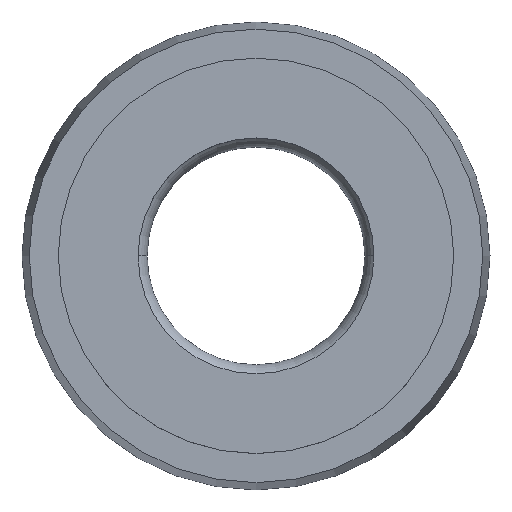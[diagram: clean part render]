
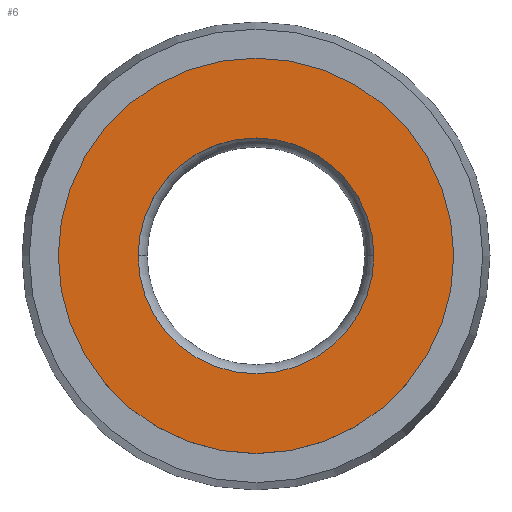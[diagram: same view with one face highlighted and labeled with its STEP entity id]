
A CAD part, top view. The second image highlights one B-rep face of the part: STEP entity #6.
In plain terms, the highlighted planar face has unit normal (0, 0, 1).
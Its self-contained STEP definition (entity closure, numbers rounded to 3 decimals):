
#6 = ADVANCED_FACE ( 'NONE', ( #586, #394 ), #541, .F. ) ;
#41 = VERTEX_POINT ( 'NONE', #442 ) ;
#52 = DIRECTION ( 'NONE',  ( -1., 0., 0. ) ) ;
#63 = EDGE_CURVE ( 'NONE', #492, #158, #305, .T. ) ;
#104 = DIRECTION ( 'NONE',  ( 1., 0., 0. ) ) ;
#105 = AXIS2_PLACEMENT_3D ( 'NONE', #530, #339, #104 ) ;
#117 = CARTESIAN_POINT ( 'NONE',  ( 0., 0., 0. ) ) ;
#120 = CARTESIAN_POINT ( 'NONE',  ( -5.45, 0., 0. ) ) ;
#145 = DIRECTION ( 'NONE',  ( 1., 0., 0. ) ) ;
#154 = DIRECTION ( 'NONE',  ( 0., 0., -1. ) ) ;
#158 = VERTEX_POINT ( 'NONE', #120 ) ;
#192 = AXIS2_PLACEMENT_3D ( 'NONE', #240, #154, #52 ) ;
#207 = CIRCLE ( 'NONE', #531, 3.25 ) ;
#212 = DIRECTION ( 'NONE',  ( 0., 0., 1. ) ) ;
#240 = CARTESIAN_POINT ( 'NONE',  ( 0., 0., 0. ) ) ;
#256 = ORIENTED_EDGE ( 'NONE', *, *, #604, .T. ) ;
#280 = CARTESIAN_POINT ( 'NONE',  ( 0., 0., 0. ) ) ;
#305 = CIRCLE ( 'NONE', #423, 5.45 ) ;
#312 = DIRECTION ( 'NONE',  ( 1., 0., 0. ) ) ;
#329 = DIRECTION ( 'NONE',  ( 0., 0., 1. ) ) ;
#339 = DIRECTION ( 'NONE',  ( 0., 0., 1. ) ) ;
#349 = ORIENTED_EDGE ( 'NONE', *, *, #484, .F. ) ;
#353 = EDGE_CURVE ( 'NONE', #474, #41, #611, .T. ) ;
#367 = CARTESIAN_POINT ( 'NONE',  ( 5.45, 0., 0. ) ) ;
#394 = FACE_OUTER_BOUND ( 'NONE', #528, .T. ) ;
#395 = DIRECTION ( 'NONE',  ( 1., 0., 0. ) ) ;
#400 = CARTESIAN_POINT ( 'NONE',  ( 0., 0., 0. ) ) ;
#423 = AXIS2_PLACEMENT_3D ( 'NONE', #400, #610, #395 ) ;
#442 = CARTESIAN_POINT ( 'NONE',  ( 3.25, 0., 0. ) ) ;
#458 = EDGE_LOOP ( 'NONE', ( #349, #615 ) ) ;
#474 = VERTEX_POINT ( 'NONE', #571 ) ;
#484 = EDGE_CURVE ( 'NONE', #41, #474, #207, .T. ) ;
#492 = VERTEX_POINT ( 'NONE', #367 ) ;
#528 = EDGE_LOOP ( 'NONE', ( #583, #256 ) ) ;
#530 = CARTESIAN_POINT ( 'NONE',  ( 0., 0., 0. ) ) ;
#531 = AXIS2_PLACEMENT_3D ( 'NONE', #280, #329, #145 ) ;
#541 = PLANE ( 'NONE',  #192 ) ;
#542 = CIRCLE ( 'NONE', #105, 5.45 ) ;
#571 = CARTESIAN_POINT ( 'NONE',  ( -3.25, 0., 0. ) ) ;
#583 = ORIENTED_EDGE ( 'NONE', *, *, #63, .T. ) ;
#586 = FACE_BOUND ( 'NONE', #458, .T. ) ;
#604 = EDGE_CURVE ( 'NONE', #158, #492, #542, .T. ) ;
#610 = DIRECTION ( 'NONE',  ( 0., 0., 1. ) ) ;
#611 = CIRCLE ( 'NONE', #632, 3.25 ) ;
#615 = ORIENTED_EDGE ( 'NONE', *, *, #353, .F. ) ;
#632 = AXIS2_PLACEMENT_3D ( 'NONE', #117, #212, #312 ) ;
